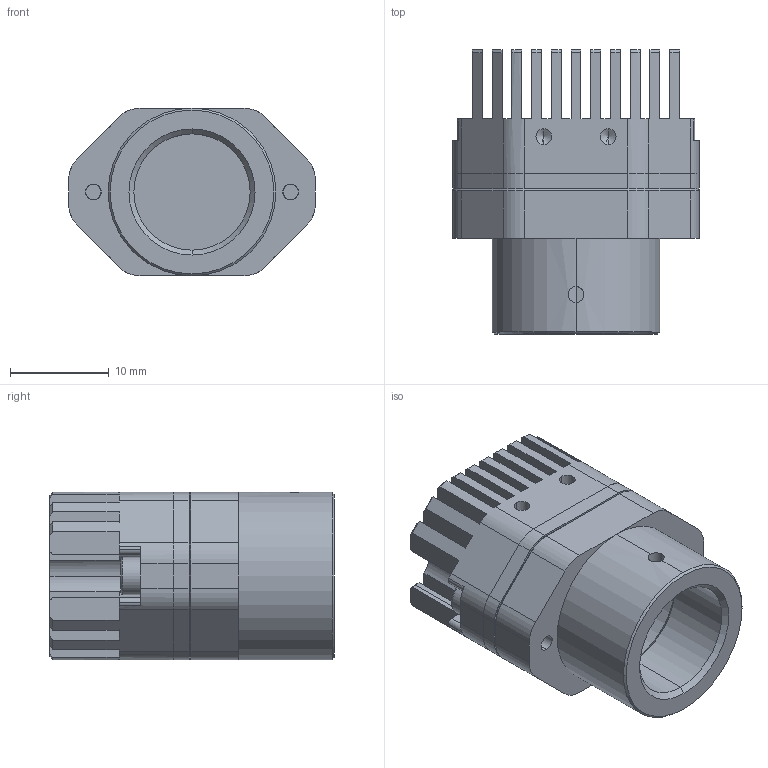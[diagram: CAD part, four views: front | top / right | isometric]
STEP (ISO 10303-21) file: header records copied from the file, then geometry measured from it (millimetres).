
FILE_DESCRIPTION (( 'STEP AP214' ), '1' );
FILE_NAME ('C1_MICRO_M12.STEP', '', ( '' ), ( '' ), '', '', '' );
FILE_SCHEMA (( 'AUTOMOTIVE_DESIGN' ));
Length unit declared in the file: millimetre
Products named in the file (11): LP0262_P50004; 665305124022; socket head cap screw_din_DIN 912 M2 x 8 --- 8N; 6653xx124022_PATTE; C24; P7X-P0003; Board; P_; 6653xx124022_PIN; C1_MICRO_M12
Assembly tree (16 placements, depth 5):
  C1_MICRO_M12
    LP0262_P50004
    socket head cap screw_din_DIN 912 M2 x 8 --- 8N  x2
    C24
      Board
      P_
        665305124022
          665305124022
          6653xx124022_PIN  x5
          6653xx124022_PATTE  x2
    P7X-P0003
Bounding box: 25 x 28.8 x 17 mm (x, y, z)
Volume: 4542.7 mm3; surface area: 6659 mm2
Topology: 13 solids, 13 shells, 702 faces, 1955 edges, 1270 vertices
Faces by surface type: plane 467, cylinder 175, cone 51, torus 8, bspline 1
Entity records: 21227 total; most frequent: CARTESIAN_POINT 3880, ORIENTED_EDGE 3098, DIRECTION 3054, EDGE_CURVE 1549, LINE 1144, VECTOR 1144, VERTEX_POINT 1009, AXIS2_PLACEMENT_3D 955
